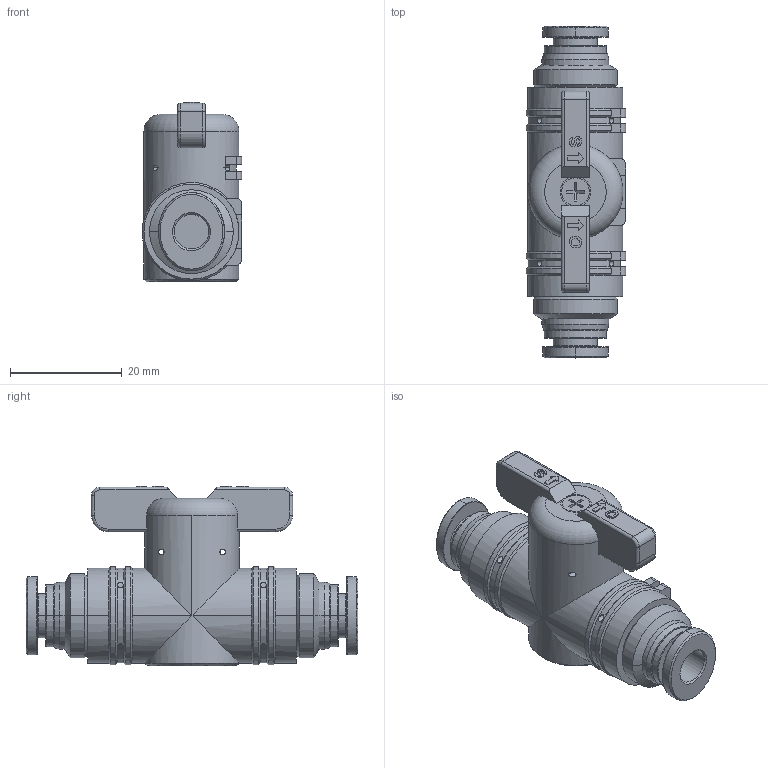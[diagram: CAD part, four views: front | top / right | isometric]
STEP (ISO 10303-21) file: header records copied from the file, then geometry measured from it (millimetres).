
FILE_DESCRIPTION((''),'2;1');
FILE_NAME('BUC200606-mdt.stp','2017-07-24T19:22:57',(''),(''),'Mechanical Desktop 2009','Mechanical Desktop 2009',', , ');
FILE_SCHEMA(('CONFIG_CONTROL_DESIGN'));
Length unit declared in the file: millimetre
Products named in the file (8): BUC200606-MDT; PART1; GE3SCREW_1; BOLT-M3; BC6-20; COLLAR-06C; HA; HANDLE-20
Assembly tree (8 placements, depth 3):
  BUC200606-MDT
    PART1
    GE3SCREW_1
    BOLT-M3
    BC6-20
      COLLAR-06C
    HA  x2
    HANDLE-20
Bounding box: 17.8 x 59.4 x 32.2 mm (x, y, z)
Volume: 14983 mm3; surface area: 5961.1 mm2
Topology: 2 solids, 2 shells, 400 faces, 1022 edges, 651 vertices
Faces by surface type: plane 224, cylinder 106, cone 36, torus 22, bspline 12
Entity records: 14315 total; most frequent: CARTESIAN_POINT 4482, ORIENTED_EDGE 2040, DIRECTION 1972, EDGE_CURVE 1020, VECTOR 666, LINE 666, AXIS2_PLACEMENT_3D 653, VERTEX_POINT 651
